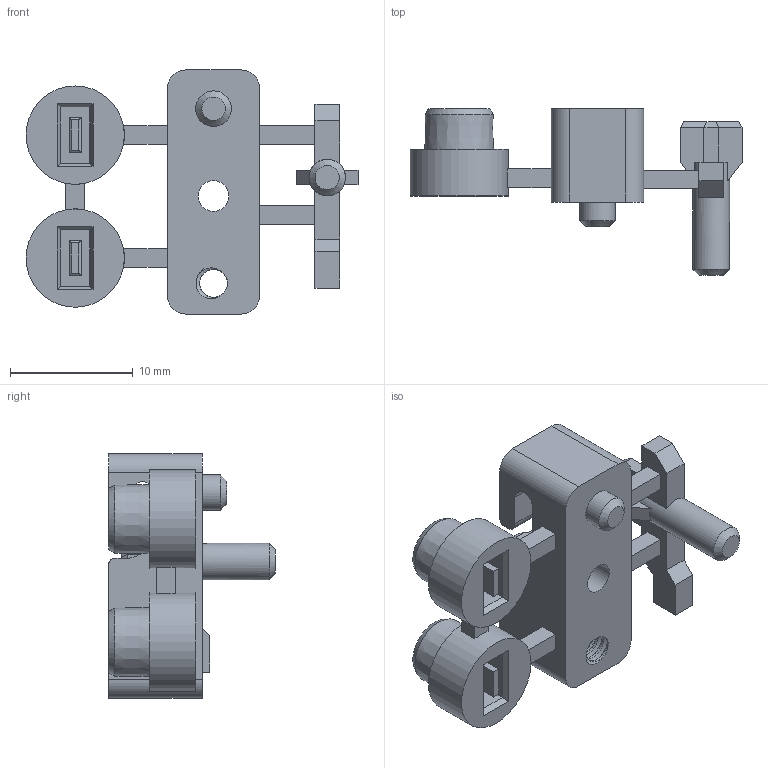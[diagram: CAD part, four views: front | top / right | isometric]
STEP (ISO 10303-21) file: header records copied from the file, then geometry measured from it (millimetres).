
FILE_DESCRIPTION(/* description */ (''),/* implementation_level */ '2;1');
FILE_NAME(/* name */ 'Apple IIc Keyboard Parts v7.step',/* time_stamp */ '2024-09-13T12:30:37-07:00',/* author */ (''),/* organization */ (''),/* preprocessor_version */ 'ST-DEVELOPER v20',/* originating_system */ 'Autodesk Translation Framework v13.14.0.145',/* authorisation */ '');
FILE_SCHEMA (('AUTOMOTIVE_DESIGN { 1 0 10303 214 3 1 1 }'));
Length unit declared in the file: millimetre
Products named in the file (1): Apple IIc Keyboard Parts
Bounding box: 27 x 13.55 x 19.85 mm (x, y, z)
Volume: 1536.8 mm3; surface area: 1987.9 mm2
Topology: 1 solids, 1 shells, 222 faces, 565 edges, 360 vertices
Faces by surface type: plane 169, cylinder 45, cone 6, bspline 2
Full cylindrical faces by diameter (mm): 2.271 x3, 2.5 x1, 2.845 x4, 2.9 x1, 2.975 x1, 8 x2
Entity records: 7868 total; most frequent: CARTESIAN_POINT 2480, ORIENTED_EDGE 1130, DIRECTION 1035, EDGE_CURVE 565, LINE 447, VECTOR 447, VERTEX_POINT 360, AXIS2_PLACEMENT_3D 294
